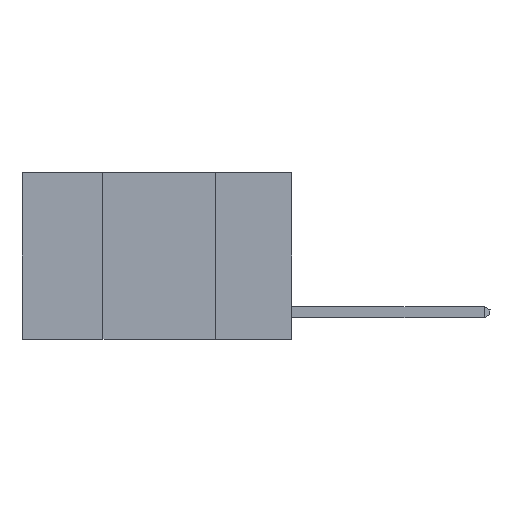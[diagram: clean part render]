
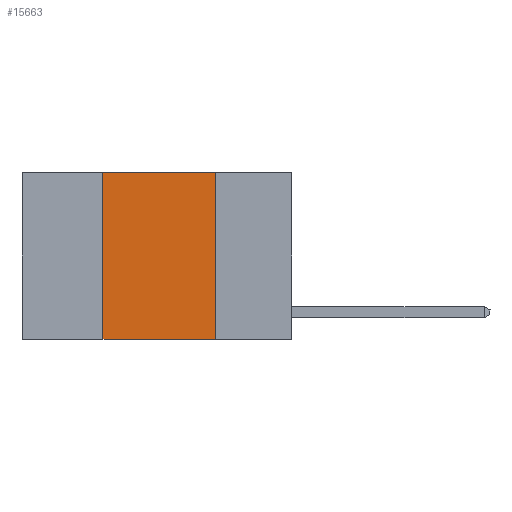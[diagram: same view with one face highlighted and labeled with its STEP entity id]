
A CAD part, left-side view. The second image highlights one B-rep face of the part: STEP entity #15663.
In plain terms, the highlighted planar face has unit normal (-1, 0, 0).
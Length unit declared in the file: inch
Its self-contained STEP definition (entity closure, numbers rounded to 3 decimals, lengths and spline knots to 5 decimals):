
#250 = ORIENTED_EDGE ( 'NONE', *, *, #12222, .F. ) ;
#1129 = AXIS2_PLACEMENT_3D ( 'NONE', #13893, #15763, #5844 ) ;
#1656 = PLANE ( 'NONE',  #1129 ) ;
#3411 = CARTESIAN_POINT ( 'NONE',  ( 0., 0.42, -0.37 ) ) ;
#3491 = CARTESIAN_POINT ( 'NONE',  ( 0., 0.42, 0. ) ) ;
#3602 = DIRECTION ( 'NONE',  ( 0., -1., 0. ) ) ;
#5034 = CARTESIAN_POINT ( 'NONE',  ( 0., 0.17, 0. ) ) ;
#5406 = CARTESIAN_POINT ( 'NONE',  ( 0., 0.17, 0. ) ) ;
#5844 = DIRECTION ( 'NONE',  ( 0., 0., -1. ) ) ;
#7585 = ORIENTED_EDGE ( 'NONE', *, *, #17004, .F. ) ;
#8048 = EDGE_CURVE ( 'NONE', #23365, #16394, #20019, .T. ) ;
#8591 = VECTOR ( 'NONE', #21235, 39.37008 ) ;
#10244 = ORIENTED_EDGE ( 'NONE', *, *, #8048, .T. ) ;
#11104 = VECTOR ( 'NONE', #25735, 39.37008 ) ;
#12222 = EDGE_CURVE ( 'NONE', #15602, #16394, #24603, .T. ) ;
#12959 = VECTOR ( 'NONE', #3602, 39.37008 ) ;
#13893 = CARTESIAN_POINT ( 'NONE',  ( 0., 0.6, 0. ) ) ;
#14129 = VECTOR ( 'NONE', #24017, 39.37008 ) ;
#15193 = ORIENTED_EDGE ( 'NONE', *, *, #25487, .F. ) ;
#15602 = VERTEX_POINT ( 'NONE', #5034 ) ;
#15663 = ADVANCED_FACE ( 'NONE', ( #19660 ), #1656, .F. ) ;
#15763 = DIRECTION ( 'NONE',  ( 1., 0., 0. ) ) ;
#16394 = VERTEX_POINT ( 'NONE', #18912 ) ;
#17004 = EDGE_CURVE ( 'NONE', #18944, #15602, #18385, .T. ) ;
#18385 = LINE ( 'NONE', #23861, #12959 ) ;
#18535 = EDGE_LOOP ( 'NONE', ( #250, #7585, #15193, #10244 ) ) ;
#18912 = CARTESIAN_POINT ( 'NONE',  ( 0., 0.17, -0.37 ) ) ;
#18944 = VERTEX_POINT ( 'NONE', #23726 ) ;
#19660 = FACE_OUTER_BOUND ( 'NONE', #18535, .T. ) ;
#20019 = LINE ( 'NONE', #25436, #8591 ) ;
#21235 = DIRECTION ( 'NONE',  ( 0., -1., 0. ) ) ;
#22497 = LINE ( 'NONE', #3491, #11104 ) ;
#23365 = VERTEX_POINT ( 'NONE', #3411 ) ;
#23726 = CARTESIAN_POINT ( 'NONE',  ( 0., 0.42, 0. ) ) ;
#23861 = CARTESIAN_POINT ( 'NONE',  ( 0., 0.6, 0. ) ) ;
#24017 = DIRECTION ( 'NONE',  ( 0., 0., -1. ) ) ;
#24603 = LINE ( 'NONE', #5406, #14129 ) ;
#25436 = CARTESIAN_POINT ( 'NONE',  ( 0., 0.6, -0.37 ) ) ;
#25487 = EDGE_CURVE ( 'NONE', #23365, #18944, #22497, .T. ) ;
#25735 = DIRECTION ( 'NONE',  ( 0., 0., 1. ) ) ;
